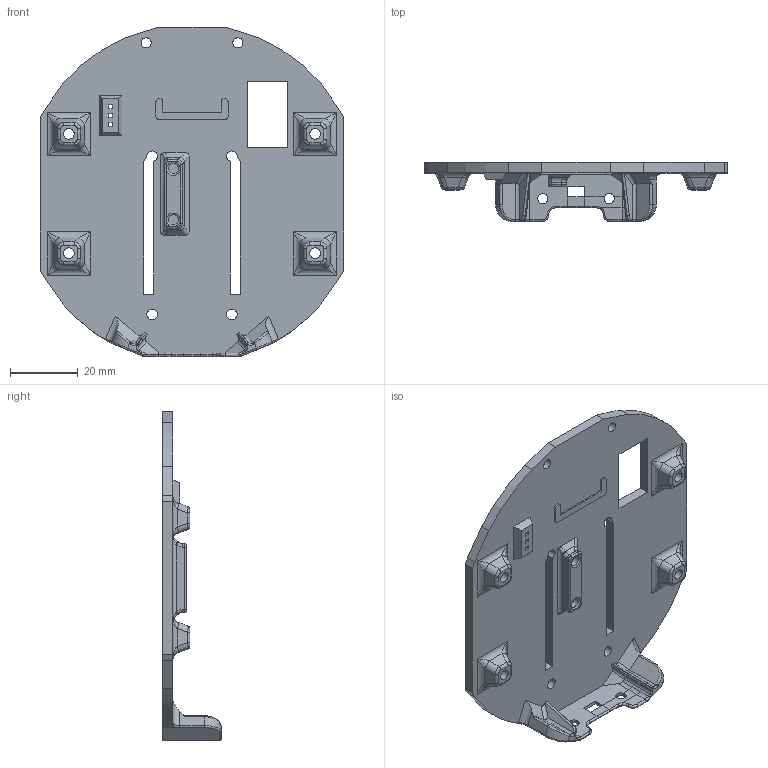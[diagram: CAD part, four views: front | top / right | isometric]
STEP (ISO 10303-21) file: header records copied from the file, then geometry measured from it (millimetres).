
FILE_DESCRIPTION(/* description */ (''),/* implementation_level */ '2;1');
FILE_NAME(/* name */ 'Chapu.step',/* time_stamp */ '2024-11-18T13:12:56-03:00',/* author */ (''),/* organization */ (''),/* preprocessor_version */ 'ST-DEVELOPER v20',/* originating_system */ 'Autodesk Translation Framework v13.20.0.188',/* authorisation */ '');
FILE_SCHEMA (('AUTOMOTIVE_DESIGN { 1 0 10303 214 3 1 1 }'));
Length unit declared in the file: millimetre
Products named in the file (1): Chapéu
Bounding box: 89.3 x 17.25 x 96.9 mm (x, y, z)
Volume: 23533.8 mm3; surface area: 18088.7 mm2
Topology: 1 solids, 1 shells, 325 faces, 810 edges, 477 vertices
Faces by surface type: cylinder 135, plane 117, bspline 47, torus 26
Full cylindrical faces by diameter (mm): 3 x6, 3.15 x2, 3.17 x3, 3.175 x1
Entity records: 10641 total; most frequent: CARTESIAN_POINT 2847, DIRECTION 1671, ORIENTED_EDGE 1588, EDGE_CURVE 794, AXIS2_PLACEMENT_3D 616, VERTEX_POINT 477, LINE 439, VECTOR 439
